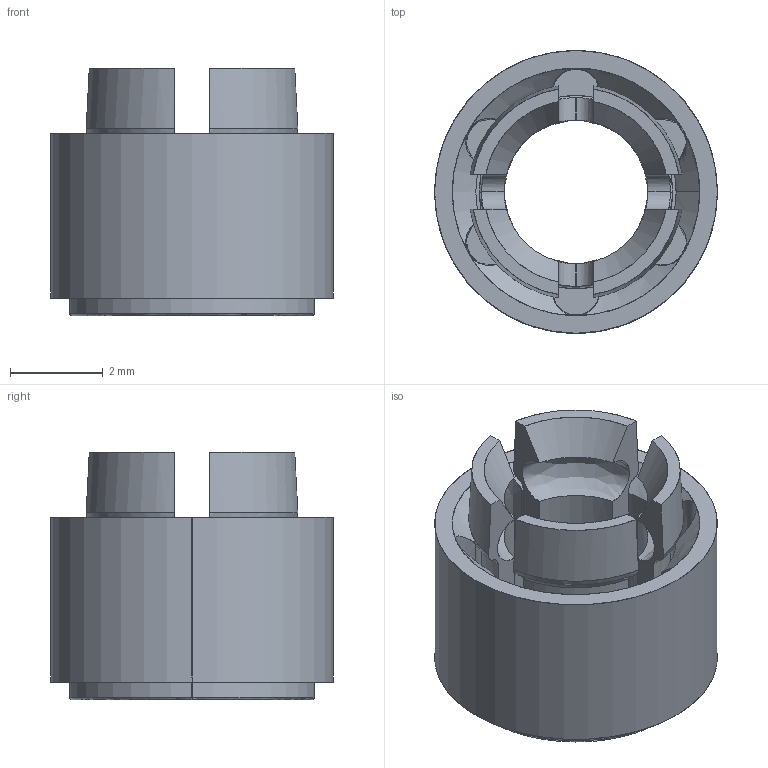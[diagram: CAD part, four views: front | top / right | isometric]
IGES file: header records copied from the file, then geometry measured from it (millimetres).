
Start section: SolidWorks IGES file using analytic representation for surfaces
Global section: file name: CR-104.IGS; native system: SolidWorks 2011; preprocessor: SolidWorks 2011; author: sraja; date: 120521.114829; units: inch
Bounding box: 6.1 x 6.1 x 5.33 mm (x, y, z)
Surface area: 300.9 mm2 (no closed solid volume)
Topology: 0 solids, 0 shells, 89 faces, 1126 edges, 1126 vertices
Faces by surface type: revolution 53, bspline 36
